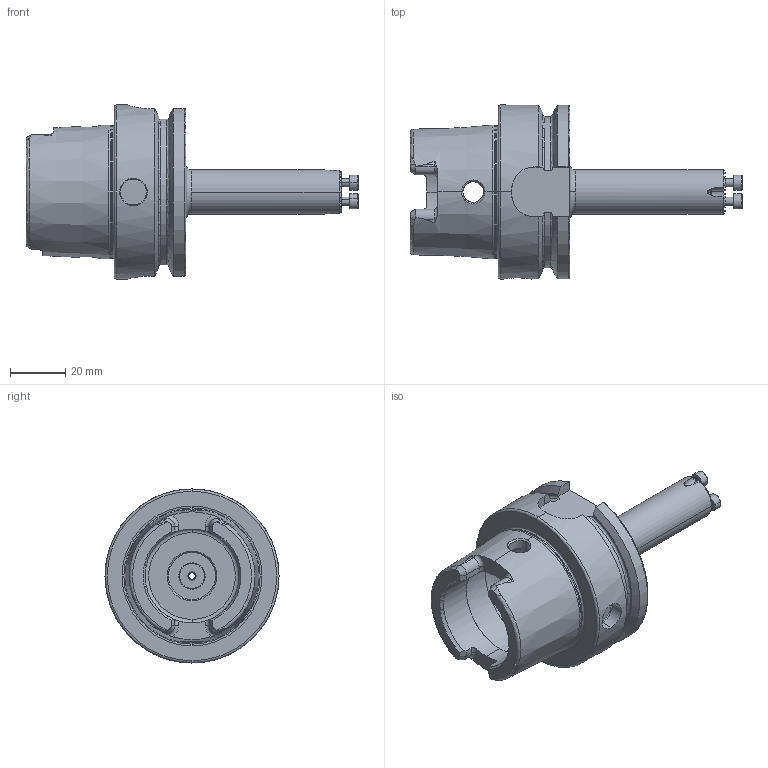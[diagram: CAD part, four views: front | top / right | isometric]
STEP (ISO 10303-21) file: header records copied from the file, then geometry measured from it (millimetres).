
FILE_DESCRIPTION (( 'STEP AP203' ), '1' );
FILE_NAME ('HA6.WK5.016.102.STEP', '2024-08-20T13:25:22', ( '' ), ( '' ), 'SwSTEP 2.0', 'SolidWorks 2022', '' );
FILE_SCHEMA (( 'CONFIG_CONTROL_DESIGN' ));
Length unit declared in the file: millimetre
Products named in the file (6): HA6.WK5.016.102; ISO 4762 - M3 x 10; ISO 4026 - M3 x 3; WK5-ER1.009.047_A_Fertigbearbeitung; WK5-ER1.010.002_A_aufgebohrt; HA6-WK5.016.102_B
Assembly tree (8 placements, depth 2):
  HA6.WK5.016.102
    HA6-WK5.016.102_B
    ISO 4762 - M3 x 10  x3
    WK5-ER1.009.047_A_Fertigbearbeitung
    WK5-ER1.010.002_A_aufgebohrt
    ISO 4026 - M3 x 3  x2
Bounding box: 120.2 x 63 x 63 mm (x, y, z)
Volume: 91789.7 mm3; surface area: 29735.4 mm2
Topology: 8 solids, 8 shells, 477 faces, 1284 edges, 807 vertices
Faces by surface type: plane 194, cylinder 141, cone 87, torus 43, bspline 12
Entity records: 16040 total; most frequent: CARTESIAN_POINT 5510, ORIENTED_EDGE 2252, DIRECTION 1837, EDGE_CURVE 1126, AXIS2_PLACEMENT_3D 723, VERTEX_POINT 721, EDGE_LOOP 423, ADVANCED_FACE 408
